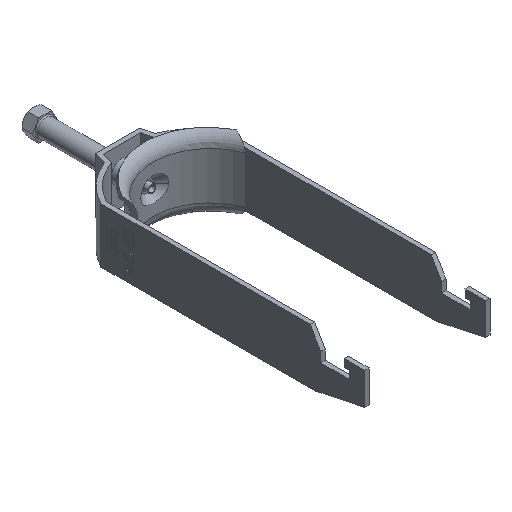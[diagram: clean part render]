
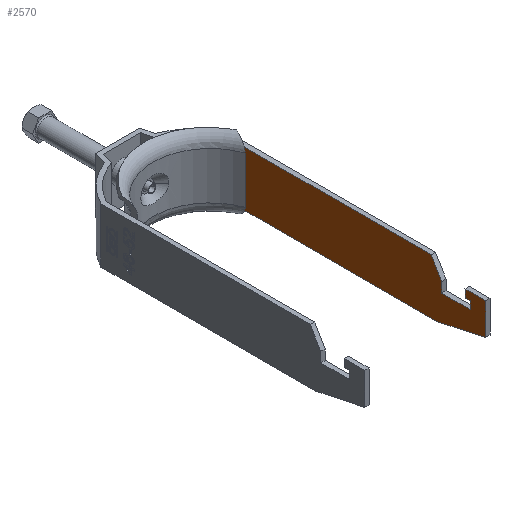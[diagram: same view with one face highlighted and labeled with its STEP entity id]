
A CAD part, isometric view. The second image highlights one B-rep face of the part: STEP entity #2570.
In plain terms, the highlighted planar face has unit normal (-1, 0, 0).
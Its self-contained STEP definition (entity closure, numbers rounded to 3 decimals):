
#17 = CARTESIAN_POINT ( 'NONE',  ( 26.5, -133.639, -16.556 ) ) ;
#278 = DIRECTION ( 'NONE',  ( 0., 0., 1. ) ) ;
#500 = LINE ( 'NONE', #1403, #2295 ) ;
#546 = VECTOR ( 'NONE', #4158, 1000. ) ;
#612 = VERTEX_POINT ( 'NONE', #8730 ) ;
#651 = DIRECTION ( 'NONE',  ( 0., -1., 0. ) ) ;
#724 = VECTOR ( 'NONE', #6508, 1000. ) ;
#763 = VERTEX_POINT ( 'NONE', #11301 ) ;
#789 = ORIENTED_EDGE ( 'NONE', *, *, #6040, .T. ) ;
#955 = VERTEX_POINT ( 'NONE', #3088 ) ;
#957 = VECTOR ( 'NONE', #3073, 1000. ) ;
#1154 = EDGE_LOOP ( 'NONE', ( #10436, #11826, #2029, #6234, #4567, #3643, #789, #4628, #11958, #7136, #9268, #4946 ) ) ;
#1227 = EDGE_CURVE ( 'NONE', #6733, #5947, #500, .T. ) ;
#1233 = CARTESIAN_POINT ( 'NONE',  ( 26.5, -21.438, 12.5 ) ) ;
#1329 = EDGE_CURVE ( 'NONE', #612, #5947, #6057, .T. ) ;
#1403 = CARTESIAN_POINT ( 'NONE',  ( 26.5, -180., 12.5 ) ) ;
#1564 = CARTESIAN_POINT ( 'NONE',  ( 26.5, -180., 3.25 ) ) ;
#1766 = PLANE ( 'NONE',  #8060 ) ;
#1885 = LINE ( 'NONE', #9099, #6431 ) ;
#1900 = DIRECTION ( 'NONE',  ( 0., 0., -1. ) ) ;
#2029 = ORIENTED_EDGE ( 'NONE', *, *, #8625, .T. ) ;
#2261 = LINE ( 'NONE', #10597, #957 ) ;
#2295 = VECTOR ( 'NONE', #11453, 1000. ) ;
#2523 = VERTEX_POINT ( 'NONE', #7458 ) ;
#2570 = ADVANCED_FACE ( 'NONE', ( #11131 ), #1766, .T. ) ;
#2750 = CARTESIAN_POINT ( 'NONE',  ( 26.5, -121., 4.25 ) ) ;
#3072 = VERTEX_POINT ( 'NONE', #4462 ) ;
#3073 = DIRECTION ( 'NONE',  ( 0., 0.5, 0.866 ) ) ;
#3088 = CARTESIAN_POINT ( 'NONE',  ( 26.5, -134., 3.25 ) ) ;
#3151 = EDGE_CURVE ( 'NONE', #3072, #612, #9415, .T. ) ;
#3180 = LINE ( 'NONE', #8007, #546 ) ;
#3221 = VECTOR ( 'NONE', #7725, 1000. ) ;
#3273 = EDGE_CURVE ( 'NONE', #10047, #7863, #11194, .T. ) ;
#3337 = LINE ( 'NONE', #1564, #10677 ) ;
#3618 = LINE ( 'NONE', #10167, #9880 ) ;
#3643 = ORIENTED_EDGE ( 'NONE', *, *, #11609, .T. ) ;
#3668 = DIRECTION ( 'NONE',  ( 0., 1., 0. ) ) ;
#3937 = CARTESIAN_POINT ( 'NONE',  ( 26.5, -141., -12.5 ) ) ;
#4146 = VECTOR ( 'NONE', #8552, 1000. ) ;
#4158 = DIRECTION ( 'NONE',  ( 0., 1., 0. ) ) ;
#4462 = CARTESIAN_POINT ( 'NONE',  ( 26.5, -118.761, -12.5 ) ) ;
#4495 = LINE ( 'NONE', #7432, #724 ) ;
#4567 = ORIENTED_EDGE ( 'NONE', *, *, #3273, .T. ) ;
#4613 = VERTEX_POINT ( 'NONE', #11520 ) ;
#4628 = ORIENTED_EDGE ( 'NONE', *, *, #5445, .T. ) ;
#4738 = EDGE_CURVE ( 'NONE', #763, #6120, #6808, .T. ) ;
#4946 = ORIENTED_EDGE ( 'NONE', *, *, #1329, .F. ) ;
#5445 = EDGE_CURVE ( 'NONE', #4613, #763, #3180, .T. ) ;
#5496 = CARTESIAN_POINT ( 'NONE',  ( 26.5, -131.906, 3.25 ) ) ;
#5624 = DIRECTION ( 'NONE',  ( -1., 0., 0. ) ) ;
#5947 = VERTEX_POINT ( 'NONE', #1233 ) ;
#6040 = EDGE_CURVE ( 'NONE', #955, #4613, #3618, .T. ) ;
#6057 = LINE ( 'NONE', #8804, #9539 ) ;
#6120 = VERTEX_POINT ( 'NONE', #2750 ) ;
#6215 = VECTOR ( 'NONE', #278, 1000. ) ;
#6234 = ORIENTED_EDGE ( 'NONE', *, *, #7314, .T. ) ;
#6431 = VECTOR ( 'NONE', #11003, 1000. ) ;
#6505 = VECTOR ( 'NONE', #7461, 1000. ) ;
#6508 = DIRECTION ( 'NONE',  ( 0., 1., 0. ) ) ;
#6663 = CARTESIAN_POINT ( 'NONE',  ( 26.5, -180., -12.5 ) ) ;
#6733 = VERTEX_POINT ( 'NONE', #11269 ) ;
#6808 = LINE ( 'NONE', #6923, #3221 ) ;
#6923 = CARTESIAN_POINT ( 'NONE',  ( 26.5, -121., -12.5 ) ) ;
#7136 = ORIENTED_EDGE ( 'NONE', *, *, #8652, .T. ) ;
#7220 = VERTEX_POINT ( 'NONE', #11648 ) ;
#7314 = EDGE_CURVE ( 'NONE', #7220, #10047, #4495, .T. ) ;
#7432 = CARTESIAN_POINT ( 'NONE',  ( 26.5, -180., 6.75 ) ) ;
#7458 = CARTESIAN_POINT ( 'NONE',  ( 26.5, -141., -7.773 ) ) ;
#7461 = DIRECTION ( 'NONE',  ( 0., -0.087, -0.996 ) ) ;
#7725 = DIRECTION ( 'NONE',  ( 0., 0., 1. ) ) ;
#7863 = VERTEX_POINT ( 'NONE', #5496 ) ;
#8007 = CARTESIAN_POINT ( 'NONE',  ( 26.5, -180., -0.25 ) ) ;
#8060 = AXIS2_PLACEMENT_3D ( 'NONE', #9411, #5624, #3668 ) ;
#8552 = DIRECTION ( 'NONE',  ( 0., 1., 0. ) ) ;
#8625 = EDGE_CURVE ( 'NONE', #2523, #7220, #10547, .T. ) ;
#8652 = EDGE_CURVE ( 'NONE', #6120, #6733, #2261, .T. ) ;
#8730 = CARTESIAN_POINT ( 'NONE',  ( 26.5, -21.438, -12.5 ) ) ;
#8804 = CARTESIAN_POINT ( 'NONE',  ( 26.5, -21.438, -12.5 ) ) ;
#9099 = CARTESIAN_POINT ( 'NONE',  ( 26.5, -177.353, -0.046 ) ) ;
#9268 = ORIENTED_EDGE ( 'NONE', *, *, #1227, .T. ) ;
#9411 = CARTESIAN_POINT ( 'NONE',  ( 26.5, -180., -12.5 ) ) ;
#9415 = LINE ( 'NONE', #6663, #4146 ) ;
#9479 = EDGE_CURVE ( 'NONE', #3072, #2523, #1885, .T. ) ;
#9539 = VECTOR ( 'NONE', #11619, 1000. ) ;
#9880 = VECTOR ( 'NONE', #1900, 1000. ) ;
#10047 = VERTEX_POINT ( 'NONE', #11829 ) ;
#10167 = CARTESIAN_POINT ( 'NONE',  ( 26.5, -134., -12.5 ) ) ;
#10436 = ORIENTED_EDGE ( 'NONE', *, *, #3151, .F. ) ;
#10547 = LINE ( 'NONE', #3937, #6215 ) ;
#10597 = CARTESIAN_POINT ( 'NONE',  ( 26.5, -143.003, -33.86 ) ) ;
#10677 = VECTOR ( 'NONE', #651, 1000. ) ;
#11003 = DIRECTION ( 'NONE',  ( 0., -0.978, 0.208 ) ) ;
#11131 = FACE_OUTER_BOUND ( 'NONE', #1154, .T. ) ;
#11194 = LINE ( 'NONE', #17, #6505 ) ;
#11269 = CARTESIAN_POINT ( 'NONE',  ( 26.5, -116.237, 12.5 ) ) ;
#11301 = CARTESIAN_POINT ( 'NONE',  ( 26.5, -121., -0.25 ) ) ;
#11453 = DIRECTION ( 'NONE',  ( 0., 1., 0. ) ) ;
#11520 = CARTESIAN_POINT ( 'NONE',  ( 26.5, -134., -0.25 ) ) ;
#11609 = EDGE_CURVE ( 'NONE', #7863, #955, #3337, .T. ) ;
#11619 = DIRECTION ( 'NONE',  ( 0., 0., 1. ) ) ;
#11648 = CARTESIAN_POINT ( 'NONE',  ( 26.5, -141., 6.75 ) ) ;
#11826 = ORIENTED_EDGE ( 'NONE', *, *, #9479, .T. ) ;
#11829 = CARTESIAN_POINT ( 'NONE',  ( 26.5, -131.6, 6.75 ) ) ;
#11958 = ORIENTED_EDGE ( 'NONE', *, *, #4738, .T. ) ;
